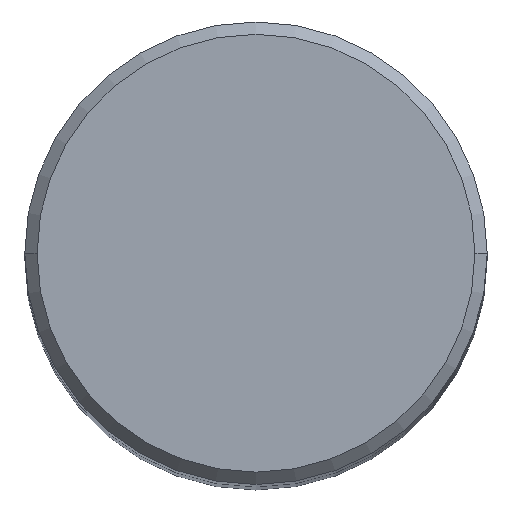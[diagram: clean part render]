
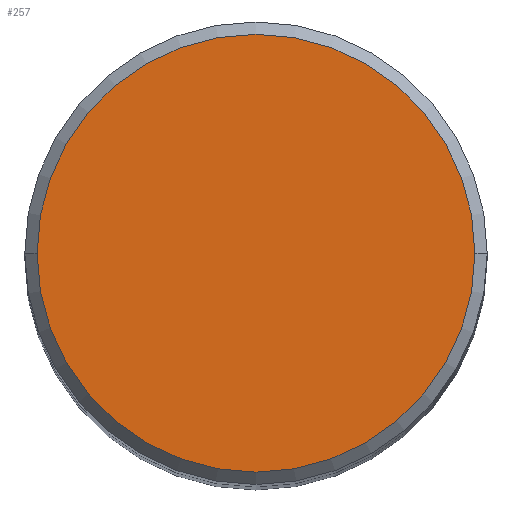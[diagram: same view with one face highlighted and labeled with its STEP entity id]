
A CAD part, top view. The second image highlights one B-rep face of the part: STEP entity #257.
In plain terms, the highlighted planar face has unit normal (0, 0, 1).
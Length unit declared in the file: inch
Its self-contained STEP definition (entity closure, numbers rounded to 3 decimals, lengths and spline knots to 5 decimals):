
#12 = CIRCLE ( 'NONE', #119, 0.355 ) ;
#20 = EDGE_CURVE ( 'NONE', #45, #241, #413, .T. ) ;
#43 = EDGE_LOOP ( 'NONE', ( #369, #245 ) ) ;
#45 = VERTEX_POINT ( 'NONE', #317 ) ;
#84 = DIRECTION ( 'NONE',  ( 0., 0., 1. ) ) ;
#86 = EDGE_CURVE ( 'NONE', #241, #45, #12, .T. ) ;
#100 = AXIS2_PLACEMENT_3D ( 'NONE', #370, #260, #314 ) ;
#119 = AXIS2_PLACEMENT_3D ( 'NONE', #157, #84, #401 ) ;
#157 = CARTESIAN_POINT ( 'NONE',  ( 0., 0., 0. ) ) ;
#172 = DIRECTION ( 'NONE',  ( 0., 0., -1. ) ) ;
#179 = DIRECTION ( 'NONE',  ( -1., 0., 0. ) ) ;
#204 = PLANE ( 'NONE',  #234 ) ;
#234 = AXIS2_PLACEMENT_3D ( 'NONE', #330, #172, #179 ) ;
#241 = VERTEX_POINT ( 'NONE', #386 ) ;
#245 = ORIENTED_EDGE ( 'NONE', *, *, #86, .T. ) ;
#257 = ADVANCED_FACE ( 'NONE', ( #359 ), #204, .F. ) ;
#260 = DIRECTION ( 'NONE',  ( 0., 0., 1. ) ) ;
#314 = DIRECTION ( 'NONE',  ( 1., 0., 0. ) ) ;
#317 = CARTESIAN_POINT ( 'NONE',  ( -0.355, 0., 0. ) ) ;
#330 = CARTESIAN_POINT ( 'NONE',  ( 0., 0.355, 0. ) ) ;
#359 = FACE_OUTER_BOUND ( 'NONE', #43, .T. ) ;
#369 = ORIENTED_EDGE ( 'NONE', *, *, #20, .T. ) ;
#370 = CARTESIAN_POINT ( 'NONE',  ( 0., 0., 0. ) ) ;
#386 = CARTESIAN_POINT ( 'NONE',  ( 0.355, 0., 0. ) ) ;
#401 = DIRECTION ( 'NONE',  ( 1., 0., 0. ) ) ;
#413 = CIRCLE ( 'NONE', #100, 0.355 ) ;
